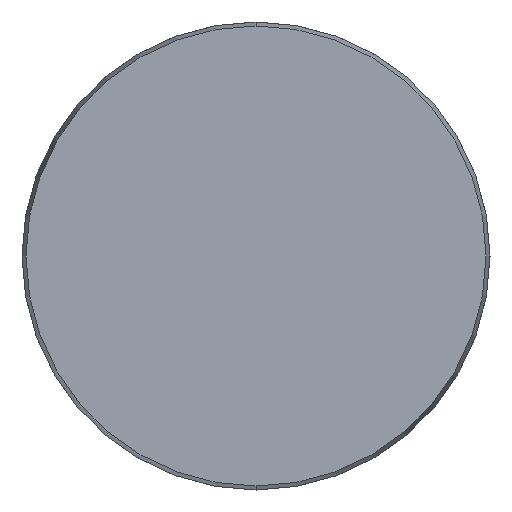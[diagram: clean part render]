
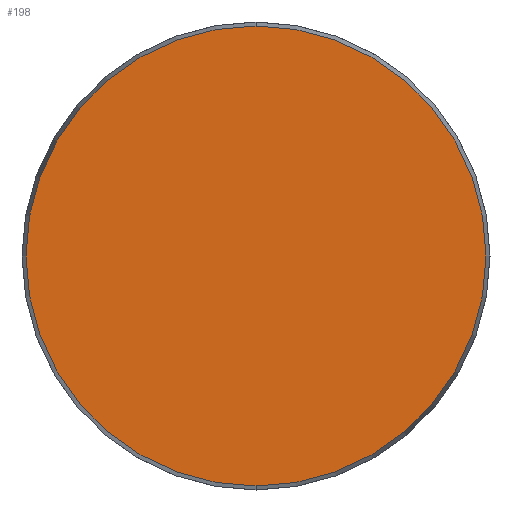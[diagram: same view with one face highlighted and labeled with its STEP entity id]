
A CAD part, front view. The second image highlights one B-rep face of the part: STEP entity #198.
In plain terms, the highlighted planar face has unit normal (0, -1, 0).
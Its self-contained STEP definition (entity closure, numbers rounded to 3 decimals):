
#89 = PLANE ( 'NONE',  #515 ) ;
#93 = CARTESIAN_POINT ( 'NONE',  ( 0., 0., 49.143 ) ) ;
#123 = CIRCLE ( 'NONE', #865, 49.143 ) ;
#198 = ADVANCED_FACE ( 'NONE', ( #1020 ), #89, .F. ) ;
#214 = CIRCLE ( 'NONE', #757, 49.143 ) ;
#420 = DIRECTION ( 'NONE',  ( 0., 0., 1. ) ) ;
#436 = EDGE_CURVE ( 'NONE', #512, #797, #214, .T. ) ;
#460 = CARTESIAN_POINT ( 'NONE',  ( 0., 0., -49.143 ) ) ;
#512 = VERTEX_POINT ( 'NONE', #460 ) ;
#515 = AXIS2_PLACEMENT_3D ( 'NONE', #1325, #1036, #420 ) ;
#557 = CARTESIAN_POINT ( 'NONE',  ( 0., 0., 0. ) ) ;
#592 = DIRECTION ( 'NONE',  ( 0., -1., 0. ) ) ;
#668 = DIRECTION ( 'NONE',  ( 0., -1., 0. ) ) ;
#757 = AXIS2_PLACEMENT_3D ( 'NONE', #557, #668, #963 ) ;
#797 = VERTEX_POINT ( 'NONE', #93 ) ;
#865 = AXIS2_PLACEMENT_3D ( 'NONE', #1288, #592, #1176 ) ;
#912 = ORIENTED_EDGE ( 'NONE', *, *, #1071, .T. ) ;
#963 = DIRECTION ( 'NONE',  ( 0., 0., -1. ) ) ;
#966 = ORIENTED_EDGE ( 'NONE', *, *, #436, .T. ) ;
#973 = EDGE_LOOP ( 'NONE', ( #912, #966 ) ) ;
#1020 = FACE_OUTER_BOUND ( 'NONE', #973, .T. ) ;
#1036 = DIRECTION ( 'NONE',  ( 0., 1., 0. ) ) ;
#1071 = EDGE_CURVE ( 'NONE', #797, #512, #123, .T. ) ;
#1176 = DIRECTION ( 'NONE',  ( 0., 0., -1. ) ) ;
#1288 = CARTESIAN_POINT ( 'NONE',  ( 0., 0., 0. ) ) ;
#1325 = CARTESIAN_POINT ( 'NONE',  ( -49.143, 0., 0. ) ) ;
